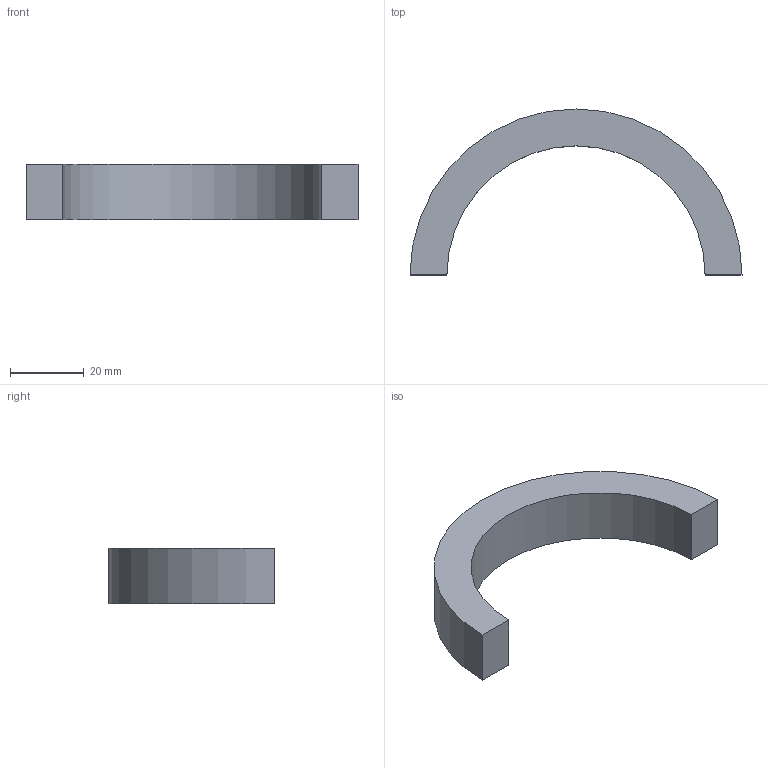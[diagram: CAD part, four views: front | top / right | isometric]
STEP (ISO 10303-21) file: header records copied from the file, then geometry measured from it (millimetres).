
FILE_DESCRIPTION (( 'STEP AP203' ), '1' );
FILE_NAME ('needle.STEP', '2024-11-14T05:19:51', ( '' ), ( '' ), 'SwSTEP 2.0', 'SolidWorks 2022', '' );
FILE_SCHEMA (( 'CONFIG_CONTROL_DESIGN' ));
Length unit declared in the file: millimetre
Products named in the file (1): needle
Bounding box: 90 x 45 x 15 mm (x, y, z)
Volume: 18849.6 mm3; surface area: 6583.2 mm2
Topology: 1 solids, 1 shells, 6 faces, 12 edges, 8 vertices
Faces by surface type: plane 4, cylinder 2
Entity records: 237 total; most frequent: DIRECTION 30, CARTESIAN_POINT 27, ORIENTED_EDGE 24, EDGE_CURVE 12, AXIS2_PLACEMENT_3D 11, VERTEX_POINT 8, VECTOR 8, LINE 8
